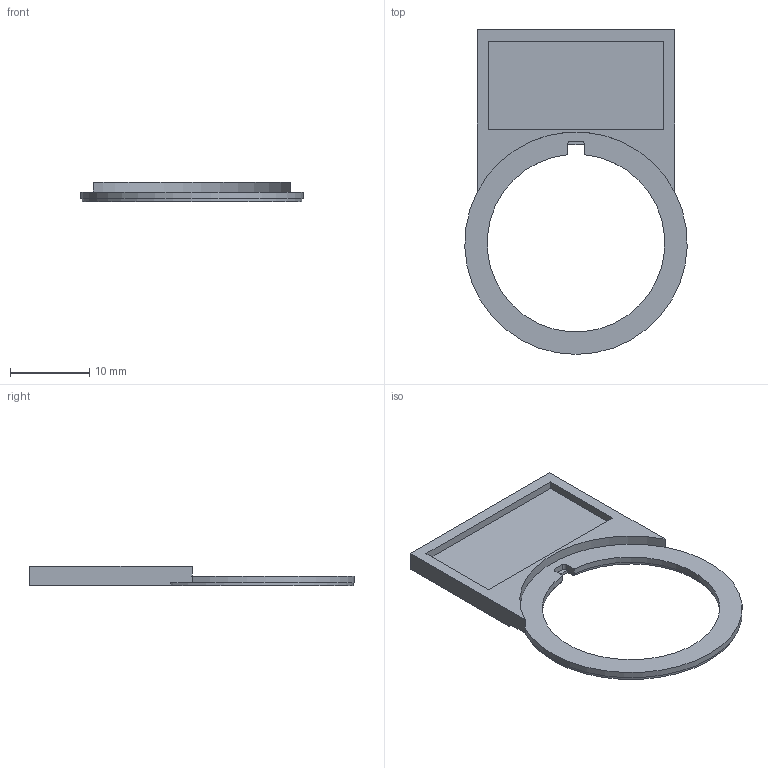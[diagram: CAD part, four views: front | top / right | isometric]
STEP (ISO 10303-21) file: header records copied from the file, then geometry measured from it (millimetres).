
FILE_DESCRIPTION(/* description */ (''),/* implementation_level */ '2;1');
FILE_NAME(/* name */ 'RXJABT_ipt.stp',/* time_stamp */ '2015-12-22T15:26:08+01:00',/* author */ ('thagel'),/* organization */ (''),/* preprocessor_version */ 'ST-DEVELOPER v15.2',/* originating_system */ 'Autodesk Inventor 2014',/* authorisation */ '');
FILE_SCHEMA (('AUTOMOTIVE_DESIGN { 1 0 10303 214 3 1 1 }'));
Length unit declared in the file: millimetre
Products named in the file (1): RXJABT
Bounding box: 28.03 x 40.95 x 2.45 mm (x, y, z)
Volume: 849.5 mm3; surface area: 1648.8 mm2
Topology: 1 solids, 1 shells, 38 faces, 95 edges, 62 vertices
Faces by surface type: plane 26, cylinder 12
Full cylindrical faces by diameter (mm): 27.7 x1
Entity records: 1151 total; most frequent: DIRECTION 196, CARTESIAN_POINT 195, ORIENTED_EDGE 188, EDGE_CURVE 94, LINE 70, VECTOR 70, AXIS2_PLACEMENT_3D 63, VERTEX_POINT 62
